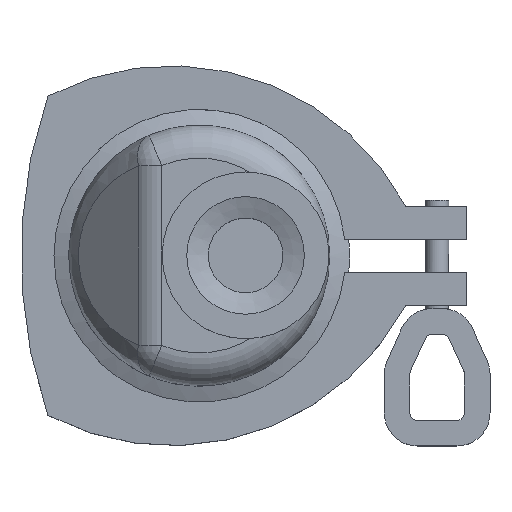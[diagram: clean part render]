
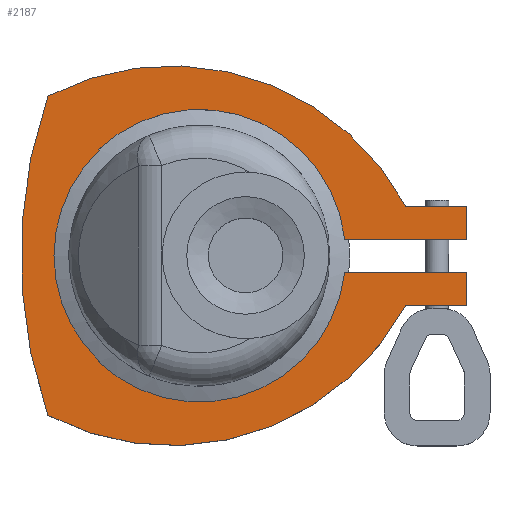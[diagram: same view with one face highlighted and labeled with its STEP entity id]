
A CAD part, top view. The second image highlights one B-rep face of the part: STEP entity #2187.
In plain terms, the highlighted planar face has unit normal (0, 0, 1).
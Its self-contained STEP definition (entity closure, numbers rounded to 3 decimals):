
#141=LINE('',#3379,#293);
#149=LINE('',#3403,#301);
#151=LINE('',#3406,#303);
#159=LINE('',#3438,#311);
#173=LINE('',#3468,#325);
#177=LINE('',#3475,#329);
#183=LINE('',#3498,#335);
#186=LINE('',#3511,#338);
#293=VECTOR('',#2718,36.984);
#301=VECTOR('',#2742,18.482);
#303=VECTOR('',#2746,10.);
#311=VECTOR('',#2774,0.299);
#325=VECTOR('',#2802,10.);
#329=VECTOR('',#2808,18.482);
#335=VECTOR('',#2832,36.984);
#338=VECTOR('',#2843,0.299);
#454=PLANE('',#2379);
#602=FACE_OUTER_BOUND('',#750,.T.);
#750=EDGE_LOOP('',(#1829,#1830,#1831,#1832,#1833,#1834,#1835,#1836,#1837,
#1838,#1839,#1840,#1841,#1842));
#861=CIRCLE('',#2336,80.5);
#863=CIRCLE('',#2341,44.299);
#869=CIRCLE('',#2358,44.299);
#872=CIRCLE('',#2363,80.5);
#878=CIRCLE('',#2376,44.);
#879=CIRCLE('',#2378,147.);
#1018=VERTEX_POINT('',#3376);
#1019=VERTEX_POINT('',#3378);
#1024=VERTEX_POINT('',#3393);
#1026=VERTEX_POINT('',#3397);
#1027=VERTEX_POINT('',#3401);
#1029=VERTEX_POINT('',#3410);
#1038=VERTEX_POINT('',#3436);
#1046=VERTEX_POINT('',#3465);
#1047=VERTEX_POINT('',#3467);
#1049=VERTEX_POINT('',#3473);
#1050=VERTEX_POINT('',#3477);
#1051=VERTEX_POINT('',#3479);
#1057=VERTEX_POINT('',#3493);
#1060=VERTEX_POINT('',#3510);
#1256=EDGE_CURVE('',#1018,#1019,#141,.T.);
#1266=EDGE_CURVE('',#1026,#1024,#861,.T.);
#1268=EDGE_CURVE('',#1027,#1026,#149,.T.);
#1270=EDGE_CURVE('',#1019,#1027,#151,.T.);
#1273=EDGE_CURVE('',#1029,#1018,#863,.T.);
#1285=EDGE_CURVE('',#1038,#1029,#159,.T.);
#1300=EDGE_CURVE('',#1047,#1046,#173,.T.);
#1304=EDGE_CURVE('',#1046,#1049,#177,.T.);
#1306=EDGE_CURVE('',#1051,#1050,#869,.T.);
#1313=EDGE_CURVE('',#1049,#1057,#872,.T.);
#1315=EDGE_CURVE('',#1050,#1047,#183,.T.);
#1321=EDGE_CURVE('',#1060,#1051,#186,.T.);
#1327=EDGE_CURVE('',#1060,#1038,#878,.T.);
#1328=EDGE_CURVE('',#1057,#1024,#879,.T.);
#1829=ORIENTED_EDGE('',*,*,#1321,.T.);
#1830=ORIENTED_EDGE('',*,*,#1306,.T.);
#1831=ORIENTED_EDGE('',*,*,#1315,.T.);
#1832=ORIENTED_EDGE('',*,*,#1300,.T.);
#1833=ORIENTED_EDGE('',*,*,#1304,.T.);
#1834=ORIENTED_EDGE('',*,*,#1313,.T.);
#1835=ORIENTED_EDGE('',*,*,#1328,.T.);
#1836=ORIENTED_EDGE('',*,*,#1266,.F.);
#1837=ORIENTED_EDGE('',*,*,#1268,.F.);
#1838=ORIENTED_EDGE('',*,*,#1270,.F.);
#1839=ORIENTED_EDGE('',*,*,#1256,.F.);
#1840=ORIENTED_EDGE('',*,*,#1273,.F.);
#1841=ORIENTED_EDGE('',*,*,#1285,.F.);
#1842=ORIENTED_EDGE('',*,*,#1327,.F.);
#2187=ADVANCED_FACE('',(#602),#454,.T.);
#2336=AXIS2_PLACEMENT_3D('',#3399,#2737,#2738);
#2341=AXIS2_PLACEMENT_3D('',#3412,#2752,#2753);
#2358=AXIS2_PLACEMENT_3D('',#3480,#2812,#2813);
#2363=AXIS2_PLACEMENT_3D('',#3495,#2826,#2827);
#2376=AXIS2_PLACEMENT_3D('',#3522,#2859,#2860);
#2378=AXIS2_PLACEMENT_3D('',#3524,#2863,#2864);
#2379=AXIS2_PLACEMENT_3D('',#3525,#2865,#2866);
#2718=DIRECTION('',(1.,0.,0.));
#2737=DIRECTION('center_axis',(0.,0.,-1.));
#2738=DIRECTION('ref_axis',(-0.882,0.472,0.));
#2742=DIRECTION('',(-1.,0.,0.));
#2746=DIRECTION('',(0.,-1.,0.));
#2752=DIRECTION('center_axis',(0.,0.,1.));
#2753=DIRECTION('ref_axis',(0.994,-0.113,0.));
#2774=DIRECTION('',(-0.689,-0.725,0.));
#2802=DIRECTION('',(0.,1.,0.));
#2808=DIRECTION('',(-1.,0.,0.));
#2812=DIRECTION('center_axis',(0.,0.,-1.));
#2813=DIRECTION('ref_axis',(0.994,0.113,0.));
#2826=DIRECTION('center_axis',(0.,0.,1.));
#2827=DIRECTION('ref_axis',(-0.882,-0.472,0.));
#2832=DIRECTION('',(1.,0.,0.));
#2843=DIRECTION('',(-0.689,0.725,0.));
#2859=DIRECTION('center_axis',(0.,0.,1.));
#2860=DIRECTION('ref_axis',(0.689,0.725,0.));
#2863=DIRECTION('center_axis',(0.,0.,1.));
#2864=DIRECTION('ref_axis',(-0.945,0.328,0.));
#2865=DIRECTION('center_axis',(0.,0.,1.));
#2866=DIRECTION('ref_axis',(1.,0.,0.));
#3376=CARTESIAN_POINT('',(44.016,-5.,9.));
#3378=CARTESIAN_POINT('',(81.,-5.,9.));
#3379=CARTESIAN_POINT('',(81.,-5.,9.));
#3393=CARTESIAN_POINT('',(-45.843,-48.287,9.));
#3397=CARTESIAN_POINT('',(62.518,-15.,9.));
#3399=CARTESIAN_POINT('Origin',(-8.448,23.,9.));
#3401=CARTESIAN_POINT('',(81.,-15.,9.));
#3403=CARTESIAN_POINT('',(62.518,-15.,9.));
#3406=CARTESIAN_POINT('',(81.,-15.,9.));
#3410=CARTESIAN_POINT('',(-30.5,-32.127,9.));
#3412=CARTESIAN_POINT('Origin',(0.,0.,9.));
#3436=CARTESIAN_POINT('',(-30.294,-31.91,9.));
#3438=CARTESIAN_POINT('',(-30.294,-31.91,9.));
#3465=CARTESIAN_POINT('',(81.,15.,9.));
#3467=CARTESIAN_POINT('',(81.,5.,9.));
#3468=CARTESIAN_POINT('',(81.,15.,9.));
#3473=CARTESIAN_POINT('',(62.518,15.,9.));
#3475=CARTESIAN_POINT('',(62.518,15.,9.));
#3477=CARTESIAN_POINT('',(44.016,5.,9.));
#3479=CARTESIAN_POINT('',(-30.5,32.127,9.));
#3480=CARTESIAN_POINT('Origin',(0.,0.,9.));
#3493=CARTESIAN_POINT('',(-45.843,48.287,9.));
#3495=CARTESIAN_POINT('Origin',(-8.448,-23.,9.));
#3498=CARTESIAN_POINT('',(81.,5.,9.));
#3510=CARTESIAN_POINT('',(-30.294,31.91,9.));
#3511=CARTESIAN_POINT('',(-30.294,31.91,9.));
#3522=CARTESIAN_POINT('Origin',(0.,0.,9.));
#3524=CARTESIAN_POINT('Origin',(93.,0.,9.));
#3525=CARTESIAN_POINT('Origin',(-44.616,23.449,9.));
